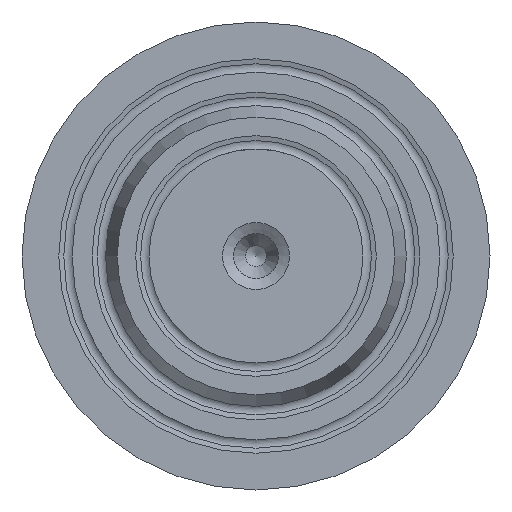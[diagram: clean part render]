
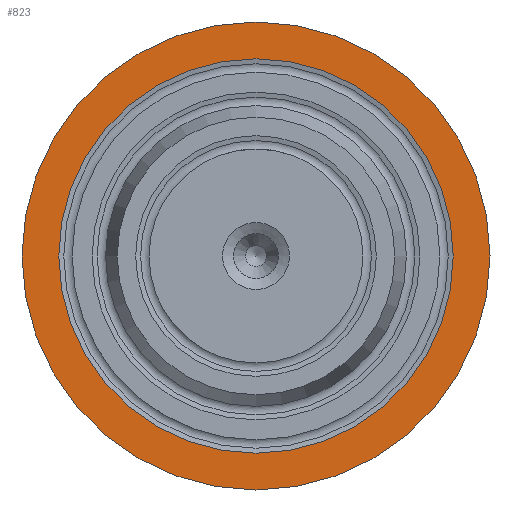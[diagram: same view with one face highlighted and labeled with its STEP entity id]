
A CAD part, left-side view. The second image highlights one B-rep face of the part: STEP entity #823.
In plain terms, the highlighted planar face has unit normal (-1, 0, 0).
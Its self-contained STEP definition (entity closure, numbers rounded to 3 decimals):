
#21=FACE_BOUND('',#281,.T.);
#40=PLANE('',#954);
#223=FACE_OUTER_BOUND('',#280,.T.);
#280=EDGE_LOOP('',(#752));
#281=EDGE_LOOP('',(#753));
#314=CIRCLE('',#895,29.5);
#345=CIRCLE('',#953,35.);
#384=VERTEX_POINT('',#1392);
#422=VERTEX_POINT('',#1551);
#478=EDGE_CURVE('',#384,#384,#314,.T.);
#535=EDGE_CURVE('',#422,#422,#345,.T.);
#752=ORIENTED_EDGE('',*,*,#535,.T.);
#753=ORIENTED_EDGE('',*,*,#478,.T.);
#823=ADVANCED_FACE('',(#223,#21),#40,.T.);
#895=AXIS2_PLACEMENT_3D('',#1394,#1073,#1074);
#953=AXIS2_PLACEMENT_3D('',#1552,#1211,#1212);
#954=AXIS2_PLACEMENT_3D('',#1554,#1214,#1215);
#1073=DIRECTION('center_axis',(1.,0.,0.));
#1074=DIRECTION('ref_axis',(0.,1.,0.));
#1211=DIRECTION('center_axis',(-1.,0.,0.));
#1212=DIRECTION('ref_axis',(0.,0.,1.));
#1214=DIRECTION('center_axis',(-1.,0.,0.));
#1215=DIRECTION('ref_axis',(0.,0.,1.));
#1392=CARTESIAN_POINT('',(133.65,-29.5,0.));
#1394=CARTESIAN_POINT('Origin',(133.65,0.,0.));
#1551=CARTESIAN_POINT('',(133.65,-35.,0.));
#1552=CARTESIAN_POINT('Origin',(133.65,0.,0.));
#1554=CARTESIAN_POINT('Origin',(133.65,27.5,0.));
